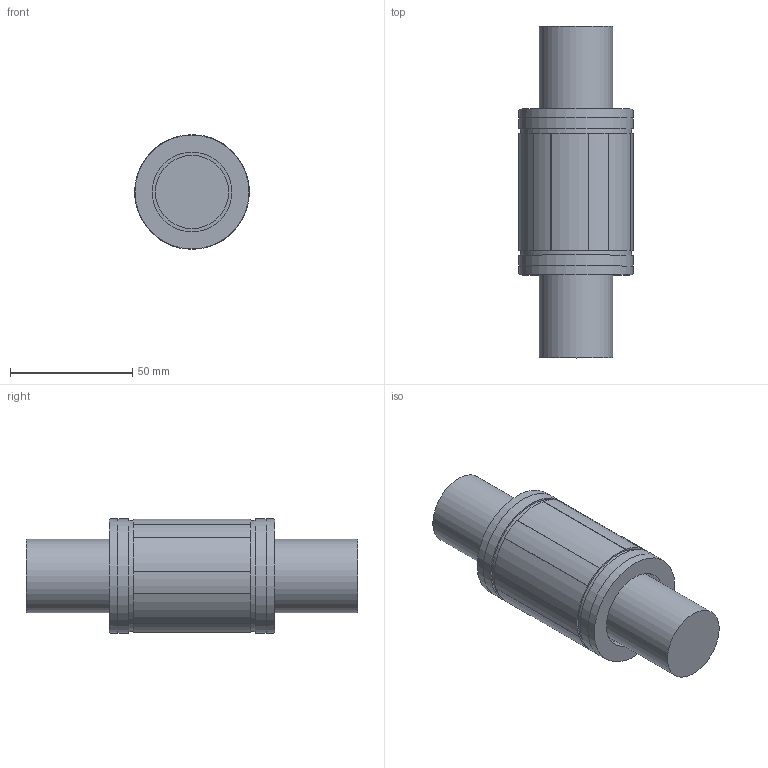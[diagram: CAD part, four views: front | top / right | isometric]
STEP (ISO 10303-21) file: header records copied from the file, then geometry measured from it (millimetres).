
FILE_DESCRIPTION((''),'2;1');
FILE_NAME('LMES30.stp','2013-02-14T08:09:24',('user2'),(''),'Autodesk Inventor 2012','Autodesk Inventor 2012','');
FILE_SCHEMA(('AUTOMOTIVE_DESIGN { 1 0 10303 214 1 1 1 1 }'));
Length unit declared in the file: millimetre
Products named in the file (1): LMES30
Bounding box: 47 x 136 x 47 mm (x, y, z)
Volume: 163548.3 mm3; surface area: 22270.3 mm2
Topology: 1 solids, 1 shells, 44 faces, 101 edges, 67 vertices
Faces by surface type: plane 22, cylinder 20, cone 2
Full cylindrical faces by diameter (mm): 30 x2, 32.7 x2, 45.5 x2, 47 x2
Entity records: 1255 total; most frequent: DIRECTION 222, CARTESIAN_POINT 201, ORIENTED_EDGE 180, EDGE_CURVE 90, AXIS2_PLACEMENT_3D 87, VERTEX_POINT 66, EDGE_LOOP 62, VECTOR 48
